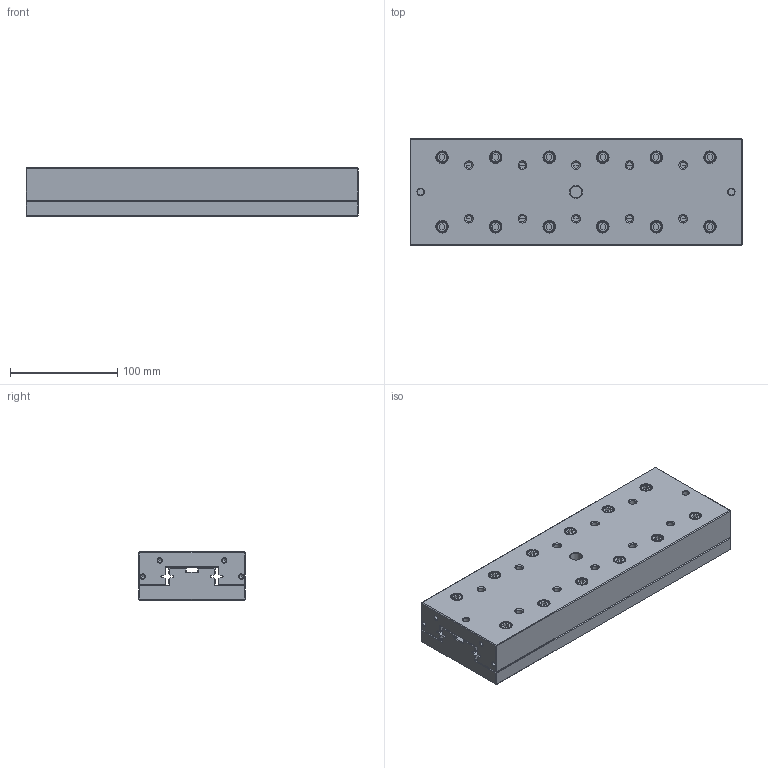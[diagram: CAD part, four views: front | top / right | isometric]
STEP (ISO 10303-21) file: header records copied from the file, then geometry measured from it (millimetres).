
FILE_DESCRIPTION(/* description */ (''),/* implementation_level */ '2;1');
FILE_NAME(/* name */ 'RT-6300_A.stp',/* time_stamp */ '2012-05-22T14:29:28+02:00',/* author */ (''),/* organization */ (''),/* preprocessor_version */ 'ST-DEVELOPER v11',/* originating_system */ 'SIEMENS PLM Software NX 7.5',/* authorisation */ '');
FILE_SCHEMA (('AUTOMOTIVE_DESIGN { 1 0 10303 214 1 1 1 1 }'));
Length unit declared in the file: millimetre
Products named in the file (1): 015396_A
Bounding box: 310 x 99.5 x 45 mm (x, y, z)
Volume: 1301253.6 mm3; surface area: 204115.1 mm2
Topology: 2 solids, 2 shells, 722 faces, 1687 edges, 1065 vertices
Faces by surface type: plane 502, cone 103, cylinder 91, extrusion 26
Full cylindrical faces by diameter (mm): 4 x8, 6 x18, 6.8 x6, 10 x24, 11 x29
Entity records: 20043 total; most frequent: CARTESIAN_POINT 4507, DIRECTION 2976, ORIENTED_EDGE 2930, EDGE_CURVE 1465, EDGE_LOOP 1036, VERTEX_POINT 1035, VECTOR 1008, AXIS2_PLACEMENT_3D 984
